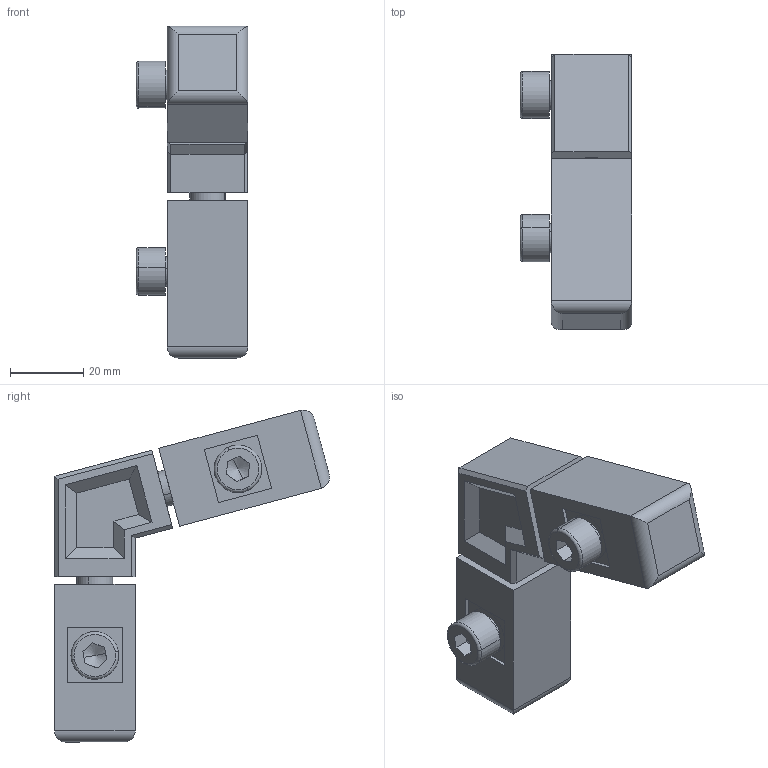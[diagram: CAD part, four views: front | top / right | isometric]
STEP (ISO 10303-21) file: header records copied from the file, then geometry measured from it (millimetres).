
FILE_DESCRIPTION(('Creo Elements/Direct Modeling STEP Export'),'2;1');
FILE_NAME('PX175440_0.stp','2022-05-04T11:15:26',(''),(''),'PTC Creo Elements/Direct Modeling STEP processor for AP214 (Solid Model)','PTC Creo Elements/Direct Modeling 19.0C 15-Aug-2015 (C) Parametric Technology GmbH','');
FILE_SCHEMA(('AUTOMOTIVE_DESIGN { 1 0 10303 214 1 1 1 1 }'));
Length unit declared in the file: millimetre
Products named in the file (5): Profileinsatz-MMS-44_Kunststoff_96.4001_PX171730.2; Gewindebolzen-MMS-44_Eckverbinder-Hammer_96.4016_PX175419; Spannschraube-MMS-4455_Verbinder_96.4005_PX171732.2; Winkelverbinder-MMS-44_75°_96.4020_PX175439; Profilgehrungsverbinder-MMS-44_75°_44.0044.20_PX175440
Assembly tree (7 placements, depth 2):
  Profilgehrungsverbinder-MMS-44_75°_44.0044.20_PX175440
    Winkelverbinder-MMS-44_75°_96.4020_PX175439
    Spannschraube-MMS-4455_Verbinder_96.4005_PX171732.2  x2
    Gewindebolzen-MMS-44_Eckverbinder-Hammer_96.4016_PX175419  x2
    Profileinsatz-MMS-44_Kunststoff_96.4001_PX171730.2  x2
Bounding box: 30.5 x 74.98 x 90.51 mm (x, y, z)
Volume: 56045.8 mm3; surface area: 21358.3 mm2
Topology: 7 solids, 7 shells, 188 faces, 442 edges, 276 vertices
Faces by surface type: plane 92, cylinder 48, cone 36, torus 8, bspline 4
Entity records: 4251 total; most frequent: CARTESIAN_POINT 1304, ORIENTED_EDGE 536, DIRECTION 494, EDGE_CURVE 268, VECTOR 172, LINE 172, VERTEX_POINT 171, AXIS2_PLACEMENT_3D 161
